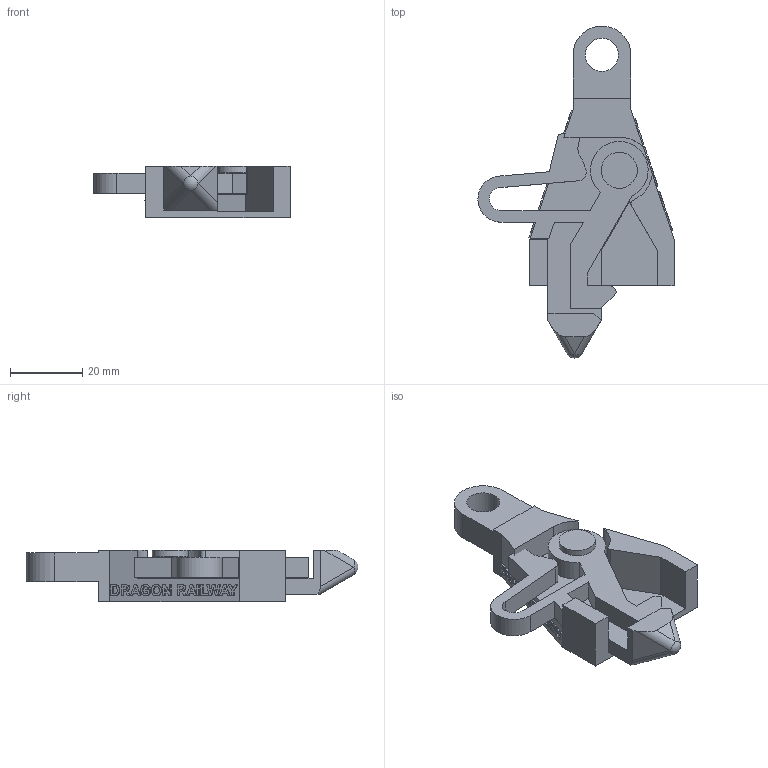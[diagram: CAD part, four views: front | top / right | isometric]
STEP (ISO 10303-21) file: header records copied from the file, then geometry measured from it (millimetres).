
FILE_DESCRIPTION(/* description */ (''),/* implementation_level */ '2;1');
FILE_NAME(/* name */ 'Dragon Railway Auto Coupler Model.step',/* time_stamp */ '2024-11-14T14:21:46+05:30',/* author */ (''),/* organization */ (''),/* preprocessor_version */ 'ST-DEVELOPER v20',/* originating_system */ 'Autodesk Translation Framework v13.20.0.188',/* authorisation */ '');
FILE_SCHEMA (('AUTOMOTIVE_DESIGN { 1 0 10303 214 3 1 1 }'));
Length unit declared in the file: millimetre
Products named in the file (4): Auto Coupler Model; Coupler Pin; Coupler Hook; Coupler Body
Assembly tree (3 placements, depth 2):
  Auto Coupler Model
    Coupler Pin
    Coupler Hook
    Coupler Body
Bounding box: 54.39 x 92.05 x 14.4 mm (x, y, z)
Volume: 20338.1 mm3; surface area: 11430.4 mm2
Topology: 3 solids, 3 shells, 507 faces, 1382 edges, 919 vertices
Faces by surface type: plane 275, bspline 197, cylinder 34, sphere 1
Full cylindrical faces by diameter (mm): 7.179 x2, 7.866 x1, 8.4 x1, 8.57 x2, 9.2 x1, 10 x1
Entity records: 19459 total; most frequent: CARTESIAN_POINT 7866, ORIENTED_EDGE 2764, DIRECTION 1636, EDGE_CURVE 1382, VERTEX_POINT 919, LINE 908, VECTOR 908, EDGE_LOOP 549
